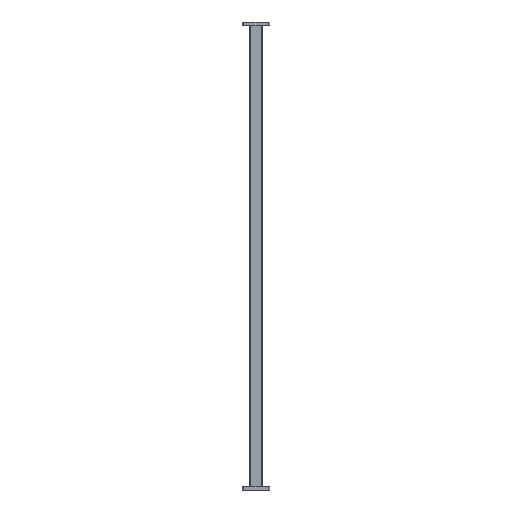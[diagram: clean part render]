
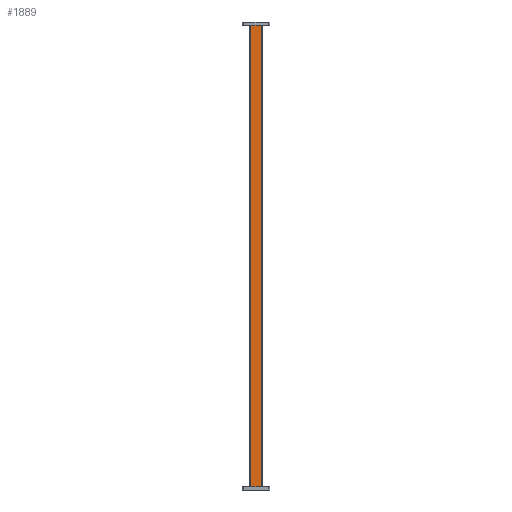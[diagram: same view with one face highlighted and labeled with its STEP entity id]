
A CAD part, front view. The second image highlights one B-rep face of the part: STEP entity #1889.
In plain terms, the highlighted planar face has unit normal (0, -1, 0).
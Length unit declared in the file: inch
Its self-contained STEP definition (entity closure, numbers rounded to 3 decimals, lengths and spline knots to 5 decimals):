
#47 = LINE ( 'NONE', #1535, #1581 ) ;
#66 = LINE ( 'NONE', #2119, #1631 ) ;
#109 = ORIENTED_EDGE ( 'NONE', *, *, #1712, .T. ) ;
#211 = DIRECTION ( 'NONE',  ( 0., 0., -1. ) ) ;
#284 = CARTESIAN_POINT ( 'NONE',  ( 0.4, -0.25, -0.23622 ) ) ;
#308 = VECTOR ( 'NONE', #1776, 39.37008 ) ;
#321 = PLANE ( 'NONE',  #740 ) ;
#362 = VECTOR ( 'NONE', #211, 39.37008 ) ;
#474 = CARTESIAN_POINT ( 'NONE',  ( -0.4, -0.25, -0.23622 ) ) ;
#505 = CARTESIAN_POINT ( 'NONE',  ( 0.5, -0.25, -36.88181 ) ) ;
#595 = VERTEX_POINT ( 'NONE', #1513 ) ;
#633 = EDGE_LOOP ( 'NONE', ( #821, #2211, #109, #2043 ) ) ;
#731 = EDGE_CURVE ( 'NONE', #595, #909, #47, .T. ) ;
#739 = DIRECTION ( 'NONE',  ( -1., 0., 0. ) ) ;
#740 = AXIS2_PLACEMENT_3D ( 'NONE', #505, #2015, #2190 ) ;
#803 = CARTESIAN_POINT ( 'NONE',  ( -0.4, -0.25, -35.76378 ) ) ;
#821 = ORIENTED_EDGE ( 'NONE', *, *, #2200, .T. ) ;
#909 = VERTEX_POINT ( 'NONE', #284 ) ;
#916 = VERTEX_POINT ( 'NONE', #474 ) ;
#1019 = DIRECTION ( 'NONE',  ( 0., 0., 1. ) ) ;
#1251 = EDGE_CURVE ( 'NONE', #916, #1814, #2045, .T. ) ;
#1513 = CARTESIAN_POINT ( 'NONE',  ( 0.4, -0.25, -35.76378 ) ) ;
#1535 = CARTESIAN_POINT ( 'NONE',  ( 0.4, -0.25, -36.88181 ) ) ;
#1581 = VECTOR ( 'NONE', #1019, 39.37008 ) ;
#1631 = VECTOR ( 'NONE', #739, 39.37008 ) ;
#1712 = EDGE_CURVE ( 'NONE', #1814, #595, #1944, .T. ) ;
#1719 = FACE_OUTER_BOUND ( 'NONE', #633, .T. ) ;
#1776 = DIRECTION ( 'NONE',  ( 1., 0., 0. ) ) ;
#1814 = VERTEX_POINT ( 'NONE', #803 ) ;
#1889 = ADVANCED_FACE ( 'NONE', ( #1719 ), #321, .F. ) ;
#1900 = CARTESIAN_POINT ( 'NONE',  ( -0.4, -0.25, -36.88181 ) ) ;
#1944 = LINE ( 'NONE', #1956, #308 ) ;
#1956 = CARTESIAN_POINT ( 'NONE',  ( 0.5, -0.25, -35.76378 ) ) ;
#2015 = DIRECTION ( 'NONE',  ( 0., 1., 0. ) ) ;
#2043 = ORIENTED_EDGE ( 'NONE', *, *, #731, .T. ) ;
#2045 = LINE ( 'NONE', #1900, #362 ) ;
#2119 = CARTESIAN_POINT ( 'NONE',  ( 0.5, -0.25, -0.23622 ) ) ;
#2190 = DIRECTION ( 'NONE',  ( 0., 0., 1. ) ) ;
#2200 = EDGE_CURVE ( 'NONE', #909, #916, #66, .T. ) ;
#2211 = ORIENTED_EDGE ( 'NONE', *, *, #1251, .T. ) ;
